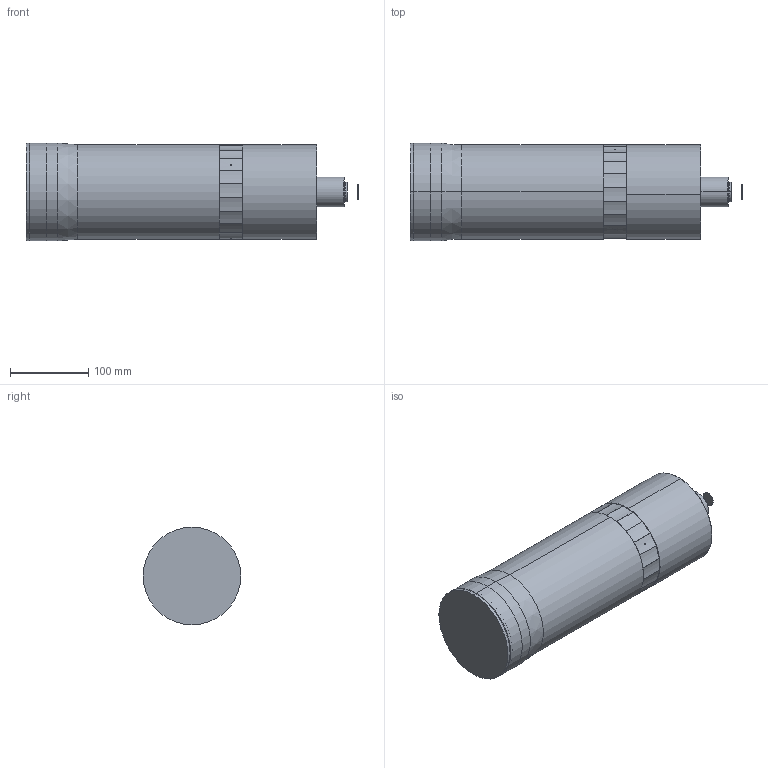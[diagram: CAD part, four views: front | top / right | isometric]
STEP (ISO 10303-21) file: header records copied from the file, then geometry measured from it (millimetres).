
FILE_DESCRIPTION (( 'STEP AP214' ), '1' );
FILE_NAME ('WD550.STEP', '2025-02-20T02:02:14', ( '' ), ( '' ), 'SwSTEP 2.0', 'SolidWorks 2016', '' );
FILE_SCHEMA (( 'AUTOMOTIVE_DESIGN' ));
Length unit declared in the file: millimetre
Products named in the file (37): product-name_3; ヶ噩遺; 翋噩; C諳; QM1C2sph_long02a -2005; 调焦环压圈; WD550; ヶ裔; 翋噩痄雄芠; 覃蝴遠; M86; ѹȦM118; product-name; 主镜压圈; 翋噩芠; 秏嫖芠; 噩芛裔; product-name_2; product-name_1
Assembly tree (19 placements, depth 3):
  product-name_3
  ヶ噩遺
  翋噩
  C諳
  调焦环压圈
Bounding box: 425.14 x 125 x 125 mm (x, y, z)
Volume: 958046.3 mm3; surface area: 675496.2 mm2
Topology: 17 solids, 17 shells, 427 faces, 1053 edges, 671 vertices
Faces by surface type: cylinder 262, plane 92, cone 55, bspline 16, torus 2
Entity records: 22886 total; most frequent: CARTESIAN_POINT 10836, DIRECTION 2365, ORIENTED_EDGE 2056, EDGE_CURVE 1028, AXIS2_PLACEMENT_3D 1001, VERTEX_POINT 669, CIRCLE 564, EDGE_LOOP 513
